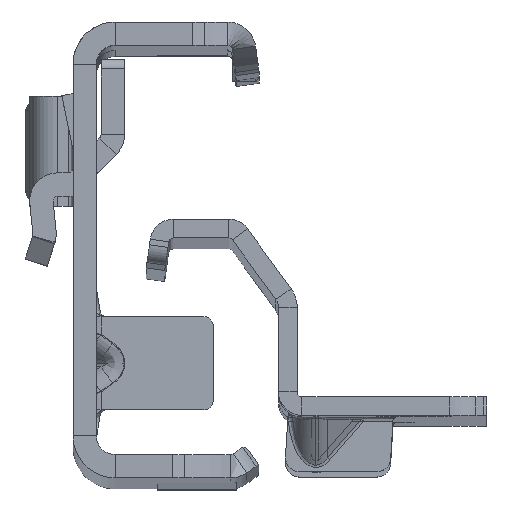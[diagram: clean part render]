
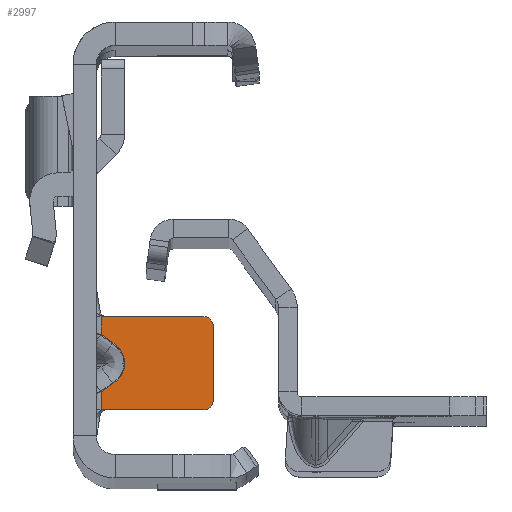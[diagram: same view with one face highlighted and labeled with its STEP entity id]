
A CAD part, top view. The second image highlights one B-rep face of the part: STEP entity #2997.
In plain terms, the highlighted planar face has unit normal (0, 0, 1).
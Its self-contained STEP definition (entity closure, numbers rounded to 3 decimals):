
#27 = EDGE_CURVE ( 'NONE', #10503, #11357, #9141, .T. ) ;
#147 = ORIENTED_EDGE ( 'NONE', *, *, #14663, .F. ) ;
#328 = LINE ( 'NONE', #9080, #14947 ) ;
#387 = CARTESIAN_POINT ( 'NONE',  ( -1.826, -15.6, -641.5 ) ) ;
#651 = DIRECTION ( 'NONE',  ( 0.816, 0.577, 0. ) ) ;
#778 = EDGE_CURVE ( 'NONE', #1327, #18465, #10960, .T. ) ;
#1113 = ORIENTED_EDGE ( 'NONE', *, *, #3716, .T. ) ;
#1172 = CARTESIAN_POINT ( 'NONE',  ( 0.5, -5.6, -641.5 ) ) ;
#1249 = ORIENTED_EDGE ( 'NONE', *, *, #16468, .T. ) ;
#1327 = VERTEX_POINT ( 'NONE', #12841 ) ;
#1624 = VERTEX_POINT ( 'NONE', #4047 ) ;
#1723 = CARTESIAN_POINT ( 'NONE',  ( 3.573, -11.508, -641.5 ) ) ;
#1738 = ORIENTED_EDGE ( 'NONE', *, *, #17710, .T. ) ;
#1844 = AXIS2_PLACEMENT_3D ( 'NONE', #2381, #11232, #11046 ) ;
#1905 = CARTESIAN_POINT ( 'NONE',  ( 2.624, -12.179, -641.5 ) ) ;
#2111 = DIRECTION ( 'NONE',  ( 0., 1., 0. ) ) ;
#2381 = CARTESIAN_POINT ( 'NONE',  ( 11.5, -14.6, -641.5 ) ) ;
#2997 = ADVANCED_FACE ( 'NONE', ( #18279 ), #10987, .F. ) ;
#3115 = ORIENTED_EDGE ( 'NONE', *, *, #27, .T. ) ;
#3380 = EDGE_LOOP ( 'NONE', ( #4295, #5098, #16297, #3489, #1738, #3115, #1113, #9299, #12248, #1249, #12118, #147 ) ) ;
#3489 = ORIENTED_EDGE ( 'NONE', *, *, #7099, .F. ) ;
#3650 = DIRECTION ( 'NONE',  ( -0.816, 0.577, 0. ) ) ;
#3655 = DIRECTION ( 'NONE',  ( 0., 0., -1. ) ) ;
#3716 = EDGE_CURVE ( 'NONE', #11357, #1327, #6442, .T. ) ;
#3730 = VECTOR ( 'NONE', #16213, 1000. ) ;
#4047 = CARTESIAN_POINT ( 'NONE',  ( 0.5, -13.681, -641.5 ) ) ;
#4295 = ORIENTED_EDGE ( 'NONE', *, *, #14898, .F. ) ;
#4376 = CARTESIAN_POINT ( 'NONE',  ( -1.826, -5.6, -641.5 ) ) ;
#4569 = CARTESIAN_POINT ( 'NONE',  ( 11.5, -6.6, -641.5 ) ) ;
#4633 = EDGE_CURVE ( 'NONE', #6501, #16660, #11887, .T. ) ;
#4663 = DIRECTION ( 'NONE',  ( 0., -1., 0. ) ) ;
#4718 = VECTOR ( 'NONE', #651, 1000. ) ;
#4749 =( BOUNDED_CURVE ( )  B_SPLINE_CURVE ( 3, ( #6037, #1723, #13271, #7589 ),
 .UNSPECIFIED., .F., .T. ) 
 B_SPLINE_CURVE_WITH_KNOTS ( ( 4, 4 ),
 ( 2.356, 3.927 ),
 .UNSPECIFIED. ) 
 CURVE ( )  GEOMETRIC_REPRESENTATION_ITEM ( )  RATIONAL_B_SPLINE_CURVE ( ( 1., 0.805, 0.805, 1. ) ) 
 REPRESENTATION_ITEM ( '' )  );
#5098 = ORIENTED_EDGE ( 'NONE', *, *, #18288, .F. ) ;
#5370 = AXIS2_PLACEMENT_3D ( 'NONE', #4569, #7462, #4663 ) ;
#5582 = VERTEX_POINT ( 'NONE', #14506 ) ;
#6037 = CARTESIAN_POINT ( 'NONE',  ( 1.757, -12.792, -641.5 ) ) ;
#6297 = CARTESIAN_POINT ( 'NONE',  ( 0.5, 22.3, -641.5 ) ) ;
#6442 = CIRCLE ( 'NONE', #1844, 1. ) ;
#6501 = VERTEX_POINT ( 'NONE', #12684 ) ;
#6839 = VERTEX_POINT ( 'NONE', #10947 ) ;
#7099 = EDGE_CURVE ( 'NONE', #15602, #1624, #16116, .T. ) ;
#7462 = DIRECTION ( 'NONE',  ( 0., 0., 1. ) ) ;
#7506 = VECTOR ( 'NONE', #16701, 1000. ) ;
#7589 = CARTESIAN_POINT ( 'NONE',  ( 1.757, -8.408, -641.5 ) ) ;
#9080 = CARTESIAN_POINT ( 'NONE',  ( -1.826, -5.6, -641.5 ) ) ;
#9109 = EDGE_CURVE ( 'NONE', #1624, #14458, #16712, .T. ) ;
#9141 = LINE ( 'NONE', #387, #15926 ) ;
#9299 = ORIENTED_EDGE ( 'NONE', *, *, #778, .T. ) ;
#9399 = CIRCLE ( 'NONE', #5370, 1. ) ;
#9862 = VECTOR ( 'NONE', #19001, 1000. ) ;
#9997 = CARTESIAN_POINT ( 'NONE',  ( 12.5, -6.6, -641.5 ) ) ;
#10080 = VECTOR ( 'NONE', #11093, 1000. ) ;
#10156 = EDGE_CURVE ( 'NONE', #18465, #12336, #9399, .T. ) ;
#10503 = VERTEX_POINT ( 'NONE', #11676 ) ;
#10564 = CARTESIAN_POINT ( 'NONE',  ( 0.5, 22.3, -641.5 ) ) ;
#10947 = CARTESIAN_POINT ( 'NONE',  ( 1.757, -8.408, -641.5 ) ) ;
#10960 = LINE ( 'NONE', #18074, #17110 ) ;
#10987 = PLANE ( 'NONE',  #15333 ) ;
#11046 = DIRECTION ( 'NONE',  ( 0., 1., 0. ) ) ;
#11093 = DIRECTION ( 'NONE',  ( 1., 0., 0. ) ) ;
#11232 = DIRECTION ( 'NONE',  ( 0., 0., 1. ) ) ;
#11357 = VERTEX_POINT ( 'NONE', #12465 ) ;
#11676 = CARTESIAN_POINT ( 'NONE',  ( 0.708, -15.6, -641.5 ) ) ;
#11887 = LINE ( 'NONE', #4376, #9862 ) ;
#12112 = DIRECTION ( 'NONE',  ( 1., 0., 0. ) ) ;
#12118 = ORIENTED_EDGE ( 'NONE', *, *, #4633, .T. ) ;
#12248 = ORIENTED_EDGE ( 'NONE', *, *, #10156, .T. ) ;
#12316 = CARTESIAN_POINT ( 'NONE',  ( 1.367, -8.131, -641.5 ) ) ;
#12336 = VERTEX_POINT ( 'NONE', #17082 ) ;
#12465 = CARTESIAN_POINT ( 'NONE',  ( 11.5, -15.6, -641.5 ) ) ;
#12680 = CARTESIAN_POINT ( 'NONE',  ( 1.757, -12.792, -641.5 ) ) ;
#12684 = CARTESIAN_POINT ( 'NONE',  ( 0.708, -5.6, -641.5 ) ) ;
#12841 = CARTESIAN_POINT ( 'NONE',  ( 12.5, -14.6, -641.5 ) ) ;
#13271 = CARTESIAN_POINT ( 'NONE',  ( 3.573, -9.692, -641.5 ) ) ;
#14458 = VERTEX_POINT ( 'NONE', #12680 ) ;
#14506 = CARTESIAN_POINT ( 'NONE',  ( 0.5, -7.519, -641.5 ) ) ;
#14663 = EDGE_CURVE ( 'NONE', #5582, #16660, #18145, .T. ) ;
#14898 = EDGE_CURVE ( 'NONE', #6839, #5582, #15120, .T. ) ;
#14903 = VECTOR ( 'NONE', #3650, 1000. ) ;
#14947 = VECTOR ( 'NONE', #14951, 1000. ) ;
#14951 = DIRECTION ( 'NONE',  ( -1., 0., 0. ) ) ;
#15120 = LINE ( 'NONE', #12316, #14903 ) ;
#15333 = AXIS2_PLACEMENT_3D ( 'NONE', #16838, #3655, #16565 ) ;
#15602 = VERTEX_POINT ( 'NONE', #16889 ) ;
#15926 = VECTOR ( 'NONE', #12112, 1000. ) ;
#16116 = LINE ( 'NONE', #6297, #3730 ) ;
#16213 = DIRECTION ( 'NONE',  ( 0., 1., 0. ) ) ;
#16297 = ORIENTED_EDGE ( 'NONE', *, *, #9109, .F. ) ;
#16468 = EDGE_CURVE ( 'NONE', #12336, #6501, #328, .T. ) ;
#16565 = DIRECTION ( 'NONE',  ( 0., 1., 0. ) ) ;
#16660 = VERTEX_POINT ( 'NONE', #1172 ) ;
#16701 = DIRECTION ( 'NONE',  ( 0., 1., 0. ) ) ;
#16712 = LINE ( 'NONE', #1905, #4718 ) ;
#16838 = CARTESIAN_POINT ( 'NONE',  ( -37.326, 22.3, -641.5 ) ) ;
#16889 = CARTESIAN_POINT ( 'NONE',  ( 0.5, -15.6, -641.5 ) ) ;
#17082 = CARTESIAN_POINT ( 'NONE',  ( 11.5, -5.6, -641.5 ) ) ;
#17110 = VECTOR ( 'NONE', #2111, 1000. ) ;
#17710 = EDGE_CURVE ( 'NONE', #15602, #10503, #18575, .T. ) ;
#18074 = CARTESIAN_POINT ( 'NONE',  ( 12.5, -6.6, -641.5 ) ) ;
#18145 = LINE ( 'NONE', #10564, #7506 ) ;
#18279 = FACE_OUTER_BOUND ( 'NONE', #3380, .T. ) ;
#18288 = EDGE_CURVE ( 'NONE', #14458, #6839, #4749, .T. ) ;
#18465 = VERTEX_POINT ( 'NONE', #9997 ) ;
#18478 = CARTESIAN_POINT ( 'NONE',  ( -1.826, -15.6, -641.5 ) ) ;
#18575 = LINE ( 'NONE', #18478, #10080 ) ;
#19001 = DIRECTION ( 'NONE',  ( -1., 0., 0. ) ) ;
